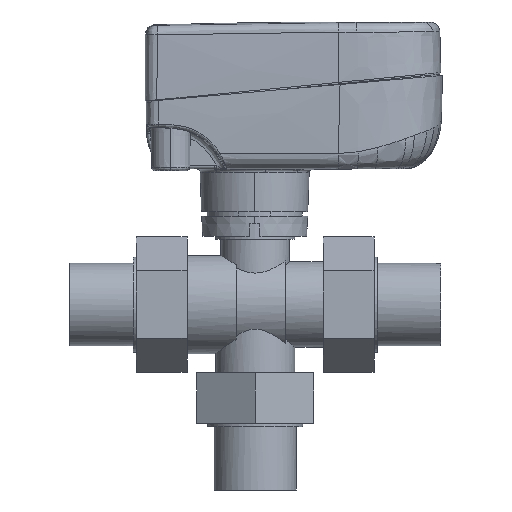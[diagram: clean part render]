
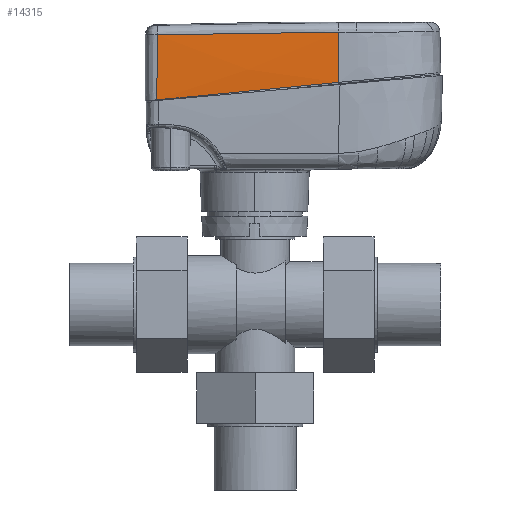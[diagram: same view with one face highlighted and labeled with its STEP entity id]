
A CAD part, front view. The second image highlights one B-rep face of the part: STEP entity #14315.
In plain terms, the highlighted free-form (B-spline) face has degree [2, 3] with [3, 4] control points.
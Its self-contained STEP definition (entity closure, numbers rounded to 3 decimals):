
#12998=CARTESIAN_POINT('Vertex',(26.362,-26.68,70.149)) ;
#13002=CARTESIAN_POINT('Control Point',(26.362,-26.68,70.149)) ;
#13003=CARTESIAN_POINT('Control Point',(14.884,-26.756,69.044)) ;
#13004=CARTESIAN_POINT('Control Point',(3.407,-26.755,67.939)) ;
#13005=CARTESIAN_POINT('Control Point',(-8.072,-26.679,66.834)) ;
#13006=CARTESIAN_POINT('Control Point',(-19.549,-26.527,65.729)) ;
#13007=CARTESIAN_POINT('Control Point',(-31.024,-26.3,64.625)) ;
#13008=CARTESIAN_POINT('Vertex',(-31.024,-26.3,64.625)) ;
#14256=CARTESIAN_POINT('Vertex',(26.352,-26.362,85.995)) ;
#14260=CARTESIAN_POINT('Control Point',(26.352,-26.362,85.995)) ;
#14261=CARTESIAN_POINT('Control Point',(26.357,-26.384,85.342)) ;
#14262=CARTESIAN_POINT('Control Point',(26.373,-26.455,83.09)) ;
#14263=CARTESIAN_POINT('Control Point',(26.388,-26.555,79.239)) ;
#14264=CARTESIAN_POINT('Control Point',(26.386,-26.638,74.611)) ;
#14265=CARTESIAN_POINT('Control Point',(26.371,-26.67,71.581)) ;
#14266=CARTESIAN_POINT('Control Point',(26.362,-26.68,70.149)) ;
#14283=CARTESIAN_POINT('Control Point',(64.168,-26.116,72.762)) ;
#14284=CARTESIAN_POINT('Control Point',(64.088,-26.017,82.026)) ;
#14285=CARTESIAN_POINT('Control Point',(64.007,-25.704,91.286)) ;
#14286=CARTESIAN_POINT('Control Point',(63.926,-25.179,100.537)) ;
#14287=CARTESIAN_POINT('Control Point',(11.911,-27.359,67.726)) ;
#14288=CARTESIAN_POINT('Control Point',(11.83,-27.33,77.01)) ;
#14289=CARTESIAN_POINT('Control Point',(11.75,-27.088,86.29)) ;
#14290=CARTESIAN_POINT('Control Point',(11.669,-26.632,95.563)) ;
#14291=CARTESIAN_POINT('Control Point',(-40.346,-26.091,62.699)) ;
#14292=CARTESIAN_POINT('Control Point',(-40.427,-26.132,71.964)) ;
#14293=CARTESIAN_POINT('Control Point',(-40.508,-25.961,81.227)) ;
#14294=CARTESIAN_POINT('Control Point',(-40.588,-25.575,90.483)) ;
#14296=CARTESIAN_POINT('Control Point',(-30.923,-25.985,85.154)) ;
#14297=CARTESIAN_POINT('Control Point',(-11.827,-26.348,85.668)) ;
#14298=CARTESIAN_POINT('Control Point',(7.267,-26.473,85.948)) ;
#14299=CARTESIAN_POINT('Control Point',(26.352,-26.362,85.995)) ;
#14300=CARTESIAN_POINT('Vertex',(-30.923,-25.985,85.154)) ;
#14304=CARTESIAN_POINT('Control Point',(-31.024,-26.3,64.625)) ;
#14305=CARTESIAN_POINT('Control Point',(-31.077,-26.31,71.465)) ;
#14306=CARTESIAN_POINT('Control Point',(-31.043,-26.205,78.31)) ;
#14307=CARTESIAN_POINT('Control Point',(-30.923,-25.985,85.154)) ;
#13010=EDGE_CURVE('',#12999,#13009,#13001,.T.) ;
#14267=EDGE_CURVE('',#14257,#12999,#14259,.T.) ;
#14302=EDGE_CURVE('',#14301,#14257,#14295,.T.) ;
#14308=EDGE_CURVE('',#13009,#14301,#14303,.T.) ;
#14310=ORIENTED_EDGE('',*,*,#13010,.F.) ;
#14311=ORIENTED_EDGE('',*,*,#14267,.F.) ;
#14312=ORIENTED_EDGE('',*,*,#14302,.F.) ;
#14313=ORIENTED_EDGE('',*,*,#14308,.F.) ;
#14309=EDGE_LOOP('',(#14310,#14311,#14312,#14313)) ;
#12999=VERTEX_POINT('',#12998) ;
#13009=VERTEX_POINT('',#13008) ;
#14257=VERTEX_POINT('',#14256) ;
#14301=VERTEX_POINT('',#14300) ;
#14315=ADVANCED_FACE('NAUO1\\UW003052',(#14314),#14282,.F.) ;
#13001=B_SPLINE_CURVE_WITH_KNOTS('',5,(#13002,#13003,#13004,#13005,#13006,#13007),.UNSPECIFIED.,.F.,.U.,(6,6),(0.,81.536),.UNSPECIFIED.) ;
#14259=B_SPLINE_CURVE_WITH_KNOTS('',3,(#14260,#14261,#14262,#14263,#14264,#14265,#14266),.UNSPECIFIED.,.F.,.U.,(4,1,1,1,4),(2.551,4.317,8.633,12.95,16.815),.UNSPECIFIED.) ;
#14295=B_SPLINE_CURVE_WITH_KNOTS('',3,(#14296,#14297,#14298,#14299),.UNSPECIFIED.,.F.,.U.,(4,4),(0.,81.314),.UNSPECIFIED.) ;
#14303=B_SPLINE_CURVE_WITH_KNOTS('',3,(#14304,#14305,#14306,#14307),.UNSPECIFIED.,.F.,.U.,(4,4),(0.,29.028),.UNSPECIFIED.) ;
#14314=FACE_OUTER_BOUND('',#14309,.T.) ;
#14282=(BOUNDED_SURFACE()B_SPLINE_SURFACE(2,3,((#14283,#14284,#14285,#14286),(#14287,#14288,#14289,#14290),(#14291,#14292,#14293,#14294)),.UNSPECIFIED.,.F.,.F.,.U.)B_SPLINE_SURFACE_WITH_KNOTS((3,3),(4,4),(-0.065,104.963),(-0.02,27.795),.UNSPECIFIED.)GEOMETRIC_REPRESENTATION_ITEM()RATIONAL_B_SPLINE_SURFACE(((1.,1.,1.,1.),(1.,1.,1.,1.),(1.,1.,1.,1.)))REPRESENTATION_ITEM('Rational BSpline Surface')SURFACE()) ;
